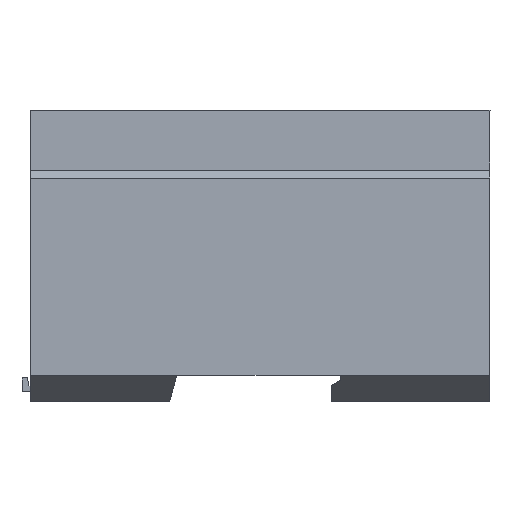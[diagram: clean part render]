
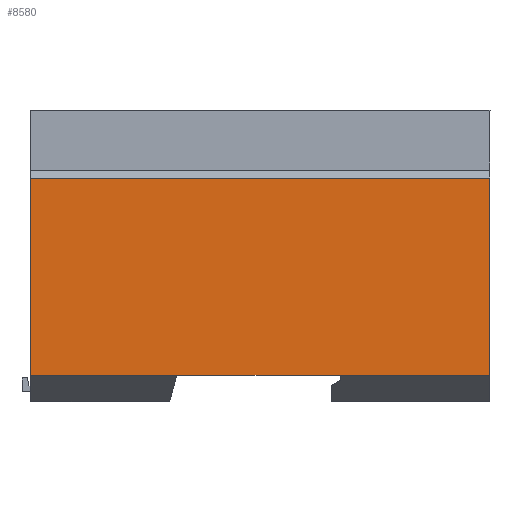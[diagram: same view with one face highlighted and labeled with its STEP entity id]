
A CAD part, top view. The second image highlights one B-rep face of the part: STEP entity #8580.
In plain terms, the highlighted face is planar.
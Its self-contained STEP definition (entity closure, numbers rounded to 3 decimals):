
#3620=CARTESIAN_POINT('',(46.209,100.861,
0.617));
#3630=DIRECTION('',(1.,0.,0.));
#3640=VECTOR('',#3630,1.);
#3650=LINE('',#3620,#3640);
#3660=CARTESIAN_POINT('',(-53.913,100.861,
0.617));
#3670=VERTEX_POINT('',#3660);
#3680=CARTESIAN_POINT('',(46.087,100.861,
0.617));
#3690=VERTEX_POINT('',#3680);
#3700=EDGE_CURVE('',#3670,#3690,#3650,.T.);
#5980=CARTESIAN_POINT('',(46.087,83.593,
0.617));
#5990=DIRECTION('',(0.,1.,0.));
#6000=VECTOR('',#5990,1.);
#6010=LINE('',#5980,#6000);
#6020=CARTESIAN_POINT('',(46.087,57.954,
0.617));
#6030=VERTEX_POINT('',#6020);
#6040=EDGE_CURVE('',#6030,#3690,#6010,.T.);
#6500=CARTESIAN_POINT('',(14.288,57.954,
0.617));
#6510=VERTEX_POINT('',#6500);
#6610=CARTESIAN_POINT('',(46.209,57.954,
0.617));
#6620=DIRECTION('',(-1.,0.,0.));
#6630=VECTOR('',#6620,1.);
#6640=LINE('',#6610,#6630);
#6650=EDGE_CURVE('',#6030,#6510,#6640,.T.);
#7080=CARTESIAN_POINT('',(-21.312,57.954,
0.617));
#7090=VERTEX_POINT('',#7080);
#7120=CARTESIAN_POINT('',(46.209,57.954,
0.617));
#7130=DIRECTION('',(-1.,0.,0.));
#7140=VECTOR('',#7130,1.);
#7150=LINE('',#7120,#7140);
#7160=CARTESIAN_POINT('',(-53.913,57.954,
0.617));
#7170=VERTEX_POINT('',#7160);
#7180=EDGE_CURVE('',#7090,#7170,#7150,.T.);
#7540=CARTESIAN_POINT('',(-53.913,84.593,
0.617));
#7550=DIRECTION('',(0.,-1.,0.));
#7560=VECTOR('',#7550,1.);
#7570=LINE('',#7540,#7560);
#7580=EDGE_CURVE('',#3670,#7170,#7570,.T.);
#8050=CARTESIAN_POINT('',(46.209,57.954,
0.617));
#8060=DIRECTION('',(-1.,0.,0.));
#8070=VECTOR('',#8060,1.);
#8080=LINE('',#8050,#8070);
#8090=EDGE_CURVE('',#6510,#7090,#8080,.T.);
#8450=CARTESIAN_POINT('',(-53.913,64.957,
0.617));
#8460=DIRECTION('',(0.,0.,-1.));
#8470=DIRECTION('',(0.,1.,0.));
#8480=AXIS2_PLACEMENT_3D('',#8450,#8460,#8470);
#8490=PLANE('',#8480);
#8500=ORIENTED_EDGE('',*,*,#6650,.T.);
#8510=ORIENTED_EDGE('',*,*,#6040,.F.);
#8520=ORIENTED_EDGE('',*,*,#3700,.T.);
#8530=ORIENTED_EDGE('',*,*,#7580,.F.);
#8540=ORIENTED_EDGE('',*,*,#7180,.T.);
#8550=ORIENTED_EDGE('',*,*,#8090,.T.);
#8560=EDGE_LOOP('',(#8550,#8540,#8530,#8520,#8510,#8500));
#8570=FACE_OUTER_BOUND('',#8560,.T.);
#8580=ADVANCED_FACE('',(#8570),#8490,.T.);
